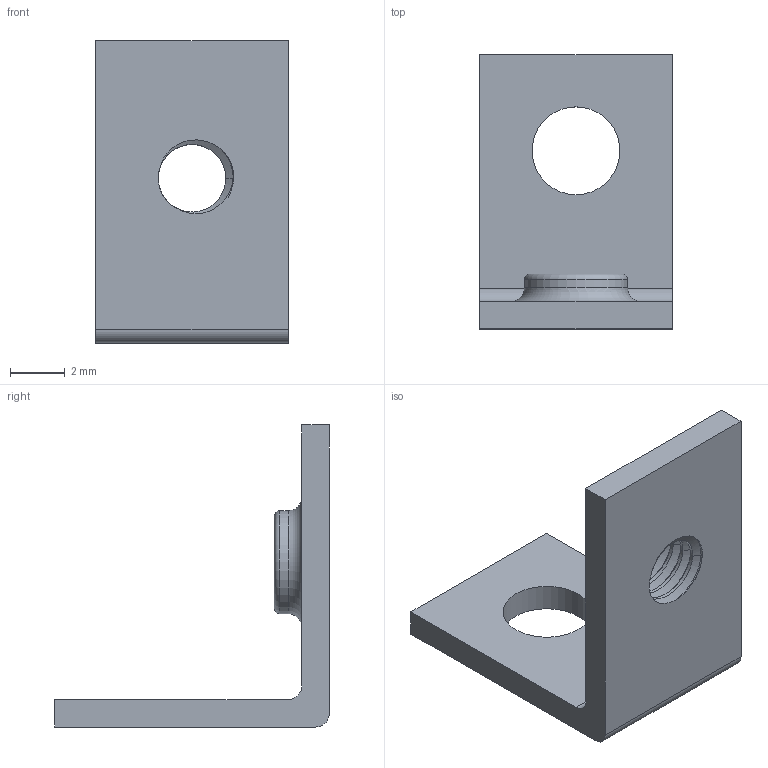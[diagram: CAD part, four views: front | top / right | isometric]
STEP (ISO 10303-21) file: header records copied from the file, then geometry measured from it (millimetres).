
FILE_DESCRIPTION(('FreeCAD Model'),'2;1');
FILE_NAME('Mounting_Bracket_L10_W7_M3.step' ,'2019-08-18T01:56:07',('Author'),(''), 'Open CASCADE STEP processor 6.8','FreeCAD','Unknown');
FILE_SCHEMA(('AUTOMOTIVE_DESIGN_CC2 { 1 2 10303 214 -1 1 5 4 }'));
Length unit declared in the file: millimetre
Products named in the file (1): Mounting_Bracket_L10_W7_M3
Bounding box: 7 x 10 x 11 mm (x, y, z)
Volume: 132.1 mm3; surface area: 350.2 mm2
Topology: 1 solids, 1 shells, 35 faces, 83 edges, 49 vertices
Faces by surface type: bspline 20, plane 9, cylinder 4, torus 2
Full cylindrical faces by diameter (mm): 3.2 x1, 3.75 x1
Entity records: 2902 total; most frequent: CARTESIAN_POINT 1993, ORIENTED_EDGE 162, DIRECTION 85, EDGE_CURVE 81, VERTEX_POINT 49, FACE_BOUND 40, EDGE_LOOP 40, B_SPLINE_CURVE_WITH_KNOTS 36
